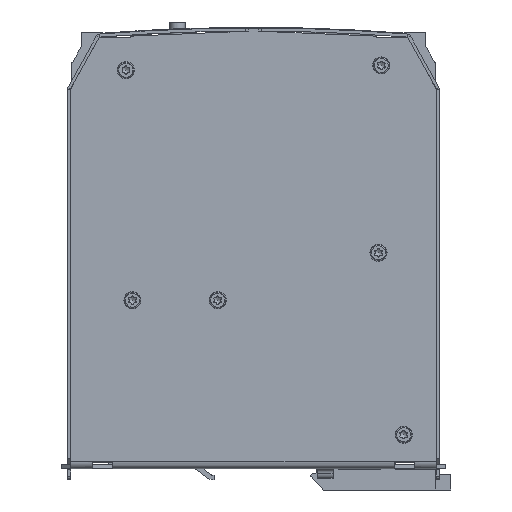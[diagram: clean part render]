
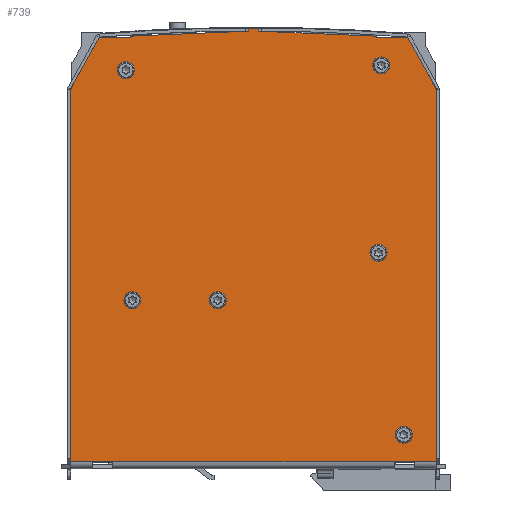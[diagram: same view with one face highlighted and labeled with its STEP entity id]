
A CAD part, left-side view. The second image highlights one B-rep face of the part: STEP entity #739.
In plain terms, the highlighted planar face has unit normal (-1, 0, 0).
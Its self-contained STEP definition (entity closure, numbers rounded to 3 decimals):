
#224=CARTESIAN_POINT('',(-42.5,39.6,139.118));
#225=VERTEX_POINT('',#224);
#240=CARTESIAN_POINT('',(-42.5,39.6,138.7));
#241=VERTEX_POINT('',#240);
#248=CARTESIAN_POINT('',(-42.5,39.6,139.118));
#249=DIRECTION('',(0.0,0.0,-1.0));
#250=VECTOR('',#249,0.418);
#251=LINE('',#248,#250);
#252=EDGE_CURVE('',#225,#241,#251,.T.);
#262=CARTESIAN_POINT('',(-42.5,49.6,138.7));
#263=VERTEX_POINT('',#262);
#264=CARTESIAN_POINT('',(-42.5,39.6,138.7));
#265=DIRECTION('',(0.0,1.0,0.0));
#266=VECTOR('',#265,10.);
#267=LINE('',#264,#266);
#268=EDGE_CURVE('',#241,#263,#267,.T.);
#364=CARTESIAN_POINT('',(-42.5,-39.6,139.118));
#365=VERTEX_POINT('',#364);
#374=CARTESIAN_POINT('',(-42.5,-39.6,138.7));
#375=VERTEX_POINT('',#374);
#376=CARTESIAN_POINT('',(-42.5,-39.6,138.7));
#377=DIRECTION('',(0.0,0.0,1.0));
#378=VECTOR('',#377,0.418);
#379=LINE('',#376,#378);
#380=EDGE_CURVE('',#375,#365,#379,.T.);
#404=CARTESIAN_POINT('',(-42.5,-49.6,138.7));
#405=VERTEX_POINT('',#404);
#406=CARTESIAN_POINT('',(-42.5,-49.6,138.7));
#407=DIRECTION('',(0.0,1.0,0.0));
#408=VECTOR('',#407,10.0);
#409=LINE('',#406,#408);
#410=EDGE_CURVE('',#405,#375,#409,.T.);
#436=CARTESIAN_POINT('',(-42.5,1.7,140.7));
#437=VERTEX_POINT('',#436);
#438=CARTESIAN_POINT('',(-42.5,1.7,140.7));
#439=DIRECTION('',(0.,0.999,-0.042));
#440=VECTOR('',#439,37.933);
#441=LINE('',#438,#440);
#442=EDGE_CURVE('',#437,#225,#441,.T.);
#593=CARTESIAN_POINT('',(-42.5,0.,-40.215));
#594=DIRECTION('',(1.0,0.0,0.0));
#595=DIRECTION('',(0.0,0.0,-1.0));
#596=AXIS2_PLACEMENT_3D('',#593,#594,#595);
#597=PLANE('',#596);
#598=ORIENTED_EDGE('',*,*,#252,.T.);
#599=ORIENTED_EDGE('',*,*,#268,.T.);
#600=CARTESIAN_POINT('',(-42.5,58.8,122.1));
#601=VERTEX_POINT('',#600);
#602=CARTESIAN_POINT('',(-42.5,49.6,138.7));
#603=DIRECTION('',(0.,0.485,-0.875));
#604=VECTOR('',#603,18.979);
#605=LINE('',#602,#604);
#606=EDGE_CURVE('',#263,#601,#605,.T.);
#607=ORIENTED_EDGE('',*,*,#606,.T.);
#608=CARTESIAN_POINT('',(-42.5,58.8,2.25));
#609=VERTEX_POINT('',#608);
#610=CARTESIAN_POINT('',(-42.5,58.8,2.25));
#611=DIRECTION('',(0.0,0.0,1.0));
#612=VECTOR('',#611,119.85);
#613=LINE('',#610,#612);
#614=EDGE_CURVE('',#609,#601,#613,.T.);
#615=ORIENTED_EDGE('',*,*,#614,.F.);
#616=CARTESIAN_POINT('',(-42.5,-58.8,2.25));
#617=VERTEX_POINT('',#616);
#618=CARTESIAN_POINT('',(-42.5,58.8,2.25));
#619=DIRECTION('',(0.0,-1.0,0.0));
#620=VECTOR('',#619,117.6);
#621=LINE('',#618,#620);
#622=EDGE_CURVE('',#609,#617,#621,.T.);
#623=ORIENTED_EDGE('',*,*,#622,.T.);
#624=CARTESIAN_POINT('',(-42.5,-58.8,122.1));
#625=VERTEX_POINT('',#624);
#626=CARTESIAN_POINT('',(-42.5,-58.8,122.1));
#627=DIRECTION('',(0.0,0.0,-1.0));
#628=VECTOR('',#627,119.85);
#629=LINE('',#626,#628);
#630=EDGE_CURVE('',#625,#617,#629,.T.);
#631=ORIENTED_EDGE('',*,*,#630,.F.);
#632=CARTESIAN_POINT('',(-42.5,-58.8,122.1));
#633=DIRECTION('',(0.,0.485,0.875));
#634=VECTOR('',#633,18.979);
#635=LINE('',#632,#634);
#636=EDGE_CURVE('',#625,#405,#635,.T.);
#637=ORIENTED_EDGE('',*,*,#636,.T.);
#638=ORIENTED_EDGE('',*,*,#410,.T.);
#639=ORIENTED_EDGE('',*,*,#380,.T.);
#640=CARTESIAN_POINT('',(-42.5,-1.7,140.7));
#641=VERTEX_POINT('',#640);
#642=CARTESIAN_POINT('',(-42.5,-39.6,139.118));
#643=DIRECTION('',(0.,0.999,0.042));
#644=VECTOR('',#643,37.933);
#645=LINE('',#642,#644);
#646=EDGE_CURVE('',#365,#641,#645,.T.);
#647=ORIENTED_EDGE('',*,*,#646,.T.);
#648=CARTESIAN_POINT('',(-42.5,-1.7,141.6));
#649=VERTEX_POINT('',#648);
#650=CARTESIAN_POINT('',(-42.5,-1.7,140.7));
#651=DIRECTION('',(0.0,0.0,1.0));
#652=VECTOR('',#651,0.9);
#653=LINE('',#650,#652);
#654=EDGE_CURVE('',#641,#649,#653,.T.);
#655=ORIENTED_EDGE('',*,*,#654,.T.);
#656=CARTESIAN_POINT('',(-42.5,1.7,141.6));
#657=VERTEX_POINT('',#656);
#658=CARTESIAN_POINT('',(-42.5,1.7,141.6));
#659=DIRECTION('',(0.0,-1.0,0.0));
#660=VECTOR('',#659,3.4);
#661=LINE('',#658,#660);
#662=EDGE_CURVE('',#657,#649,#661,.T.);
#663=ORIENTED_EDGE('',*,*,#662,.F.);
#664=CARTESIAN_POINT('',(-42.5,1.7,141.6));
#665=DIRECTION('',(0.0,0.0,-1.0));
#666=VECTOR('',#665,0.9);
#667=LINE('',#664,#666);
#668=EDGE_CURVE('',#657,#437,#667,.T.);
#669=ORIENTED_EDGE('',*,*,#668,.T.);
#670=ORIENTED_EDGE('',*,*,#442,.T.);
#671=EDGE_LOOP('',(#598,#599,#607,#615,#623,#631,#637,#638,#639,#647,#655,#663,#669,#670));
#672=FACE_OUTER_BOUND('',#671,.T.);
#673=CARTESIAN_POINT('',(-42.5,-41.1,131.35));
#674=VERTEX_POINT('',#673);
#675=CARTESIAN_POINT('',(-42.5,-41.1,129.7));
#676=DIRECTION('',(1.0,0.0,0.0));
#677=DIRECTION('',(0.0,0.0,1.0));
#678=AXIS2_PLACEMENT_3D('',#675,#676,#677);
#679=CIRCLE('',#678,1.65);
#680=EDGE_CURVE('',#674,#674,#679,.T.);
#681=ORIENTED_EDGE('',*,*,#680,.T.);
#682=EDGE_LOOP('',(#681));
#683=FACE_BOUND('',#682,.T.);
#684=CARTESIAN_POINT('',(-42.5,11.5,55.85));
#685=VERTEX_POINT('',#684);
#686=CARTESIAN_POINT('',(-42.5,11.5,54.2));
#687=DIRECTION('',(1.0,0.0,0.0));
#688=DIRECTION('',(0.0,0.0,1.0));
#689=AXIS2_PLACEMENT_3D('',#686,#687,#688);
#690=CIRCLE('',#689,1.65);
#691=EDGE_CURVE('',#685,#685,#690,.T.);
#692=ORIENTED_EDGE('',*,*,#691,.T.);
#693=EDGE_LOOP('',(#692));
#694=FACE_BOUND('',#693,.T.);
#695=CARTESIAN_POINT('',(-42.5,38.9,55.85));
#696=VERTEX_POINT('',#695);
#697=CARTESIAN_POINT('',(-42.5,38.9,54.2));
#698=DIRECTION('',(1.0,0.0,0.0));
#699=DIRECTION('',(0.0,0.0,1.0));
#700=AXIS2_PLACEMENT_3D('',#697,#698,#699);
#701=CIRCLE('',#700,1.65);
#702=EDGE_CURVE('',#696,#696,#701,.T.);
#703=ORIENTED_EDGE('',*,*,#702,.T.);
#704=EDGE_LOOP('',(#703));
#705=FACE_BOUND('',#704,.T.);
#706=CARTESIAN_POINT('',(-42.5,41.,129.45));
#707=VERTEX_POINT('',#706);
#708=CARTESIAN_POINT('',(-42.5,41.,128.2));
#709=DIRECTION('',(1.0,0.0,0.0));
#710=DIRECTION('',(0.0,0.0,1.0));
#711=AXIS2_PLACEMENT_3D('',#708,#709,#710);
#712=CIRCLE('',#711,1.25);
#713=EDGE_CURVE('',#707,#707,#712,.T.);
#714=ORIENTED_EDGE('',*,*,#713,.T.);
#715=EDGE_LOOP('',(#714));
#716=FACE_BOUND('',#715,.T.);
#717=CARTESIAN_POINT('',(-42.5,-48.3,12.25));
#718=VERTEX_POINT('',#717);
#719=CARTESIAN_POINT('',(-42.5,-48.3,11.));
#720=DIRECTION('',(1.0,0.0,0.0));
#721=DIRECTION('',(0.0,0.0,1.0));
#722=AXIS2_PLACEMENT_3D('',#719,#720,#721);
#723=CIRCLE('',#722,1.25);
#724=EDGE_CURVE('',#718,#718,#723,.T.);
#725=ORIENTED_EDGE('',*,*,#724,.T.);
#726=EDGE_LOOP('',(#725));
#727=FACE_BOUND('',#726,.T.);
#728=CARTESIAN_POINT('',(-42.5,-40.2,70.75));
#729=VERTEX_POINT('',#728);
#730=CARTESIAN_POINT('',(-42.5,-40.2,69.5));
#731=DIRECTION('',(1.0,0.0,0.0));
#732=DIRECTION('',(0.0,0.0,1.0));
#733=AXIS2_PLACEMENT_3D('',#730,#731,#732);
#734=CIRCLE('',#733,1.25);
#735=EDGE_CURVE('',#729,#729,#734,.T.);
#736=ORIENTED_EDGE('',*,*,#735,.T.);
#737=EDGE_LOOP('',(#736));
#738=FACE_BOUND('',#737,.T.);
#739=ADVANCED_FACE('',(#672,#683,#694,#705,#716,#727,#738),#597,.F.);
